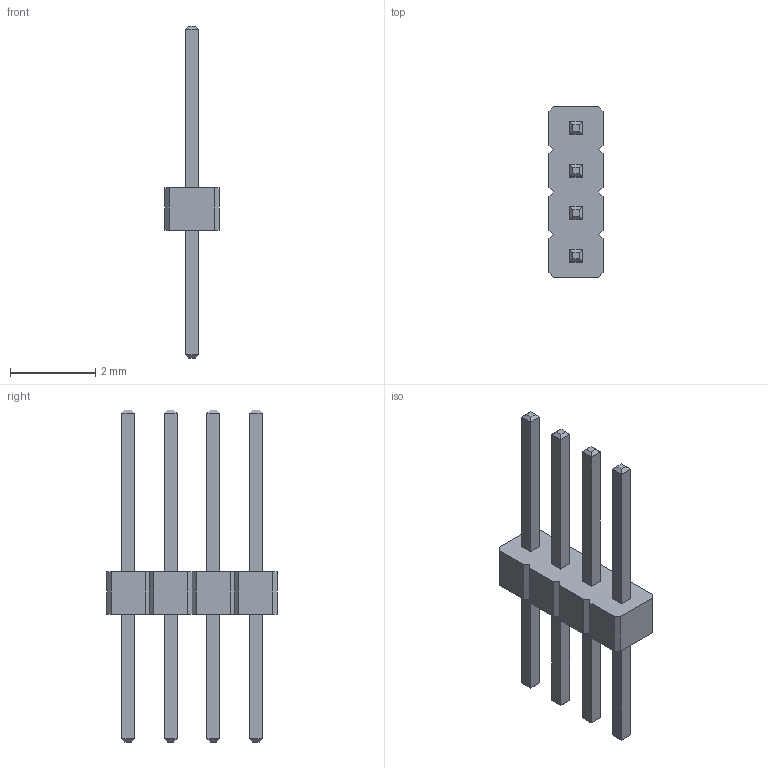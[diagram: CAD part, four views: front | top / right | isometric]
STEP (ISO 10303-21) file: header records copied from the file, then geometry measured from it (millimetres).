
FILE_DESCRIPTION(/* description */ ('model of PinHeader_1x04_P1.00mm_Vertical'),/* implementation_level */ '2;1');
FILE_NAME(/* name */ 'PinHeader_1x04_P1.00mm_Vertical.step',/* time_stamp */ '2017-12-10T02:19:49',/* author */ ('kicad StepUp','ksu'),/* organization */ ('FreeCAD'),/* preprocessor_version */ 'OCC',/* originating_system */ 'kicad StepUp',/* authorisation */ '');
FILE_SCHEMA(('AUTOMOTIVE_DESIGN { 1 0 10303 214 1 1 1 1 }'));
Length unit declared in the file: millimetre
Products named in the file (1): PinHeader_1x04_P100mm_Vertical
Bounding box: 1.27 x 4 x 7.8 mm (x, y, z)
Volume: 7.4 mm3; surface area: 52.9 mm2
Topology: 1 solids, 1 shells, 100 faces, 238 edges, 148 vertices
Faces by surface type: plane 100
Entity records: 1922 total; most frequent: ORIENTED_EDGE 370, CARTESIAN_POINT 283, EDGE_CURVE 238, LINE 222, VERTEX_POINT 148, FACE_BOUND 108, EDGE_LOOP 108, ADVANCED_FACE 100
